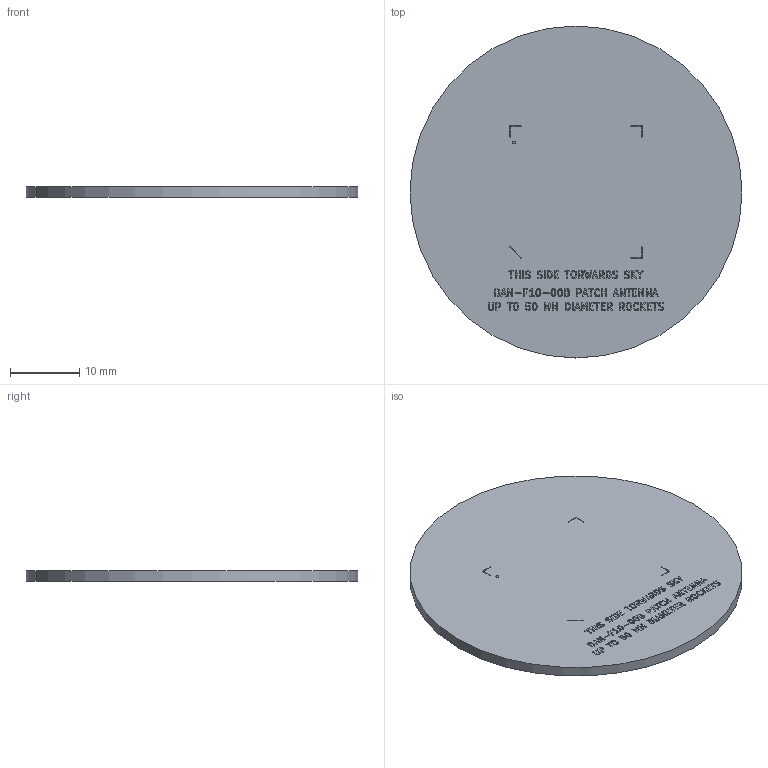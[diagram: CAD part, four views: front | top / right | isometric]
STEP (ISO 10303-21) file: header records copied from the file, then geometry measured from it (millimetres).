
FILE_DESCRIPTION(('KiCad electronic assembly'),'2;1');
FILE_NAME('gnss_antenna.step','2025-08-20T01:00:42',('Pcbnew'),('Kicad') ,'Open CASCADE STEP processor 7.8','KiCad to STEP converter','Unknown' );
FILE_SCHEMA(('AUTOMOTIVE_DESIGN { 1 0 10303 214 1 1 1 1 }'));
Length unit declared in the file: millimetre
Products named in the file (3): gnss_antenna 1; gnss_antenna_silkscreen; gnss_antenna_PCB
Assembly tree (2 placements, depth 2):
  gnss_antenna 1
    gnss_antenna_silkscreen
    gnss_antenna_PCB
Bounding box: 48 x 48 x 1.66 mm (x, y, z)
Volume: 2732.4 mm3; surface area: 3994.9 mm2
Topology: 1 solids, 177 shells, 179 faces, 2792 edges, 2754 vertices
Faces by surface type: plane 178, cylinder 1
Full cylindrical faces by diameter (mm): 48 x1
Entity records: 26306 total; most frequent: CARTESIAN_POINT 5737, DIRECTION 3767, ORIENTED_EDGE 2795, EDGE_CURVE 2792, VERTEX_POINT 2772, LINE 2163, VECTOR 2163, AXIS2_PLACEMENT_3D 802
